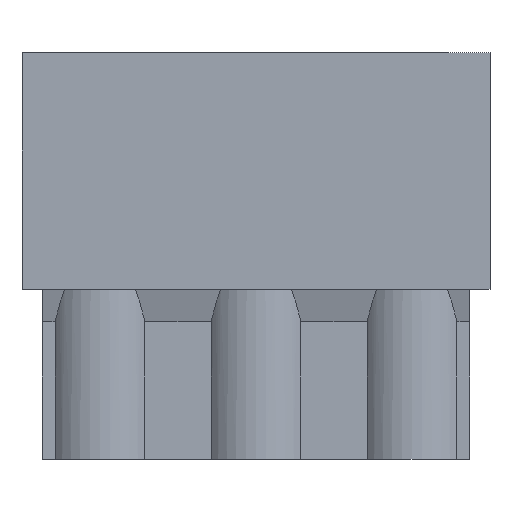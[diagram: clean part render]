
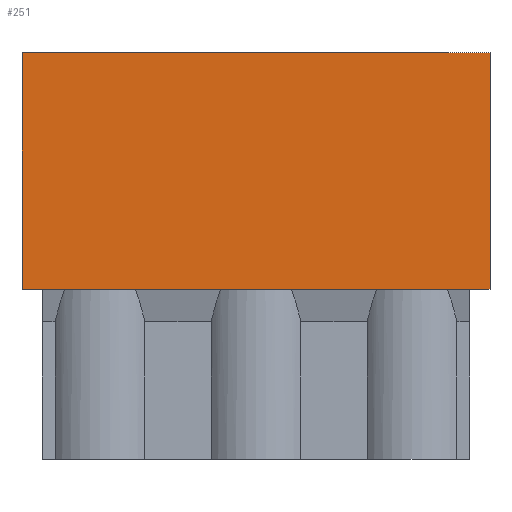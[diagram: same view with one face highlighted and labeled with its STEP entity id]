
A CAD part, front view. The second image highlights one B-rep face of the part: STEP entity #251.
In plain terms, the highlighted planar face has unit normal (0, -1, 0).
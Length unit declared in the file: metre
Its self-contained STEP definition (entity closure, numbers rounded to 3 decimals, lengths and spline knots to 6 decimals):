
#251=ADVANCED_FACE('',(#637),#638,.T.);
#637=FACE_OUTER_BOUND('',#1176,.T.);
#638=PLANE('',#1177);
#1176=EDGE_LOOP('',(#1879,#1880,#1881,#1882));
#1177=AXIS2_PLACEMENT_3D('',#1883,#1884,#1885);
#1879=ORIENTED_EDGE('',*,*,#3274,.T.);
#1880=ORIENTED_EDGE('',*,*,#3275,.F.);
#1881=ORIENTED_EDGE('',*,*,#3276,.F.);
#1882=ORIENTED_EDGE('',*,*,#3277,.T.);
#1883=CARTESIAN_POINT('',(0.07614,0.,0.));
#1884=DIRECTION('',(0.,-1.0,0.));
#1885=DIRECTION('',(0.0,0.,-1.0));
#3274=EDGE_CURVE('',#3972,#3973,#3974,.T.);
#3275=EDGE_CURVE('',#3975,#3973,#3976,.T.);
#3276=EDGE_CURVE('',#3977,#3975,#3978,.T.);
#3277=EDGE_CURVE('',#3977,#3972,#3979,.T.);
#3972=VERTEX_POINT('',#4932);
#3973=VERTEX_POINT('',#4933);
#3974=LINE('',#4934,#4935);
#3975=VERTEX_POINT('',#4936);
#3976=LINE('',#4937,#4938);
#3977=VERTEX_POINT('',#4939);
#3978=LINE('',#4940,#4941);
#3979=LINE('',#4942,#4943);
#4932=CARTESIAN_POINT('',(0.0762,0.0,0.));
#4933=CARTESIAN_POINT('',(0.05334,0.0,0.));
#4934=CARTESIAN_POINT('',(0.07614,0.,0.));
#4935=VECTOR('',#5918,1.0);
#4936=CARTESIAN_POINT('',(0.05334,0.0,-0.01155));
#4937=CARTESIAN_POINT('',(0.05334,0.0,0.));
#4938=VECTOR('',#5919,1.0);
#4939=CARTESIAN_POINT('',(0.0762,0.0,-0.01155));
#4940=CARTESIAN_POINT('',(0.07614,0.,-0.01155));
#4941=VECTOR('',#5920,1.0);
#4942=CARTESIAN_POINT('',(0.0762,0.0,0.));
#4943=VECTOR('',#5921,1.0);
#5918=DIRECTION('',(-1.0,0.,0.));
#5919=DIRECTION('',(0.,0.,1.0));
#5920=DIRECTION('',(-1.0,0.,0.));
#5921=DIRECTION('',(0.,0.,1.0));
